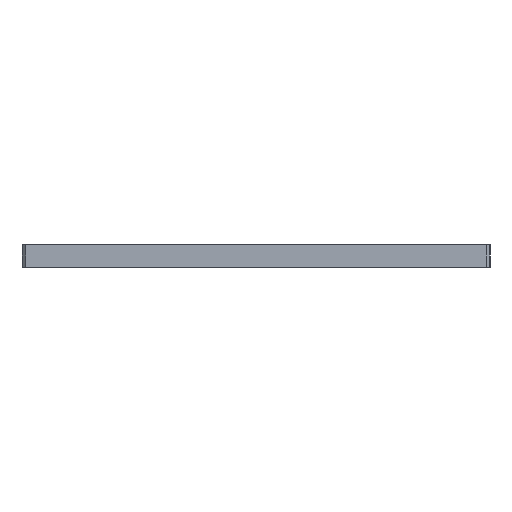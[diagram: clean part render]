
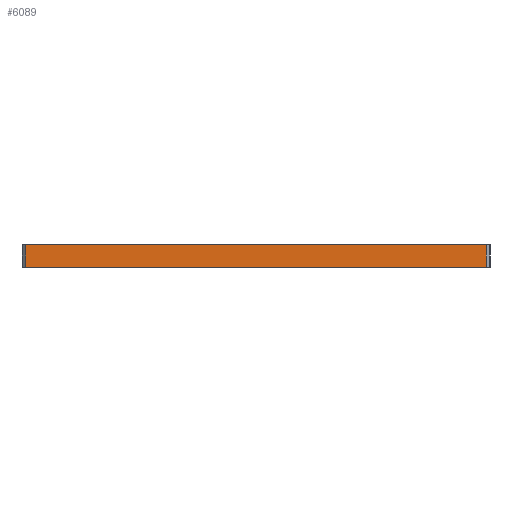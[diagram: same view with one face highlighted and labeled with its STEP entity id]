
A CAD part, left-side view. The second image highlights one B-rep face of the part: STEP entity #6089.
In plain terms, the highlighted planar face has unit normal (-1, 0, 0).
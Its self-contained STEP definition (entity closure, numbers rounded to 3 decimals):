
#2237=DIRECTION('',(0.,-1.,0.));
#2238=VECTOR('',#2237,123.);
#2239=CARTESIAN_POINT('',(-75.,63.75,6.));
#2240=LINE('',#2239,#2238);
#2241=DIRECTION('',(0.,0.,-1.));
#2242=VECTOR('',#2241,6.);
#2243=CARTESIAN_POINT('',(-75.,-59.25,6.));
#2244=LINE('',#2243,#2242);
#2245=DIRECTION('',(0.,1.,0.));
#2246=VECTOR('',#2245,123.);
#2247=CARTESIAN_POINT('',(-75.,-59.25,0.));
#2248=LINE('',#2247,#2246);
#2249=DIRECTION('',(0.,0.,-1.));
#2250=VECTOR('',#2249,6.);
#2251=CARTESIAN_POINT('',(-75.,63.75,6.));
#2252=LINE('',#2251,#2250);
#2942=CARTESIAN_POINT('',(-75.,-59.25,0.));
#2944=VERTEX_POINT('',#2942);
#2945=CARTESIAN_POINT('',(-75.,-59.25,6.));
#2946=VERTEX_POINT('',#2945);
#2965=CARTESIAN_POINT('',(-75.,63.75,0.));
#2967=VERTEX_POINT('',#2965);
#2971=CARTESIAN_POINT('',(-75.,63.75,6.));
#2972=VERTEX_POINT('',#2971);
#6077=CARTESIAN_POINT('',(-75.,64.75,0.));
#6078=DIRECTION('',(-1.,0.,0.));
#6079=DIRECTION('',(0.,-1.,0.));
#6080=AXIS2_PLACEMENT_3D('',#6077,#6078,#6079);
#6081=PLANE('',#6080);
#6082=ORIENTED_EDGE('',*,*,#3650,.T.);
#6083=ORIENTED_EDGE('',*,*,#6069,.T.);
#6084=ORIENTED_EDGE('',*,*,#3136,.T.);
#6086=ORIENTED_EDGE('',*,*,#6085,.F.);
#6087=EDGE_LOOP('',(#6082,#6083,#6084,#6086));
#6088=FACE_OUTER_BOUND('',#6087,.F.);
#6089=ADVANCED_FACE('',(#6088),#6081,.T.);
#3136=EDGE_CURVE('',#2944,#2967,#2248,.T.);
#3650=EDGE_CURVE('',#2972,#2946,#2240,.T.);
#6069=EDGE_CURVE('',#2946,#2944,#2244,.T.);
#6085=EDGE_CURVE('',#2972,#2967,#2252,.T.);
